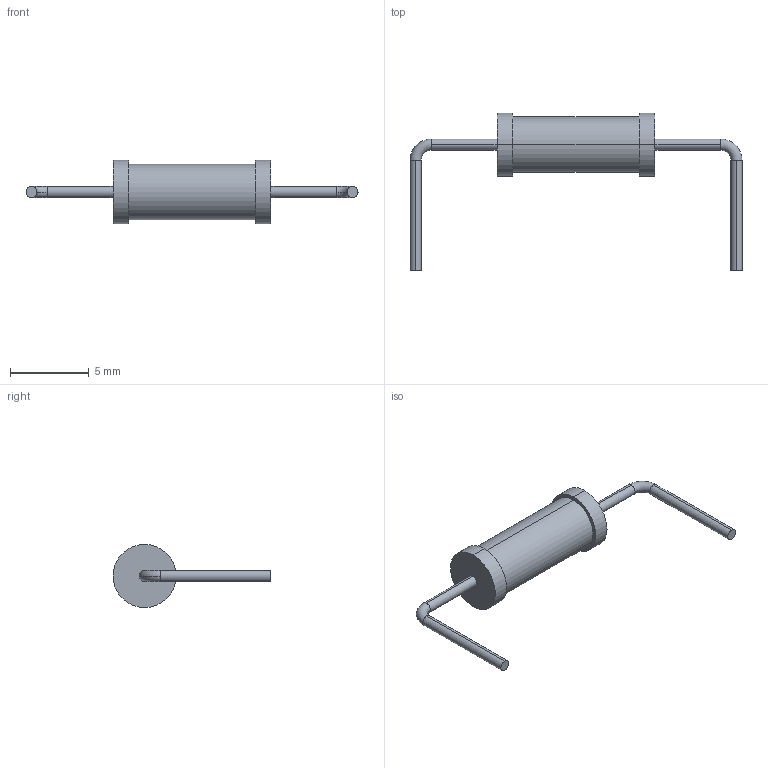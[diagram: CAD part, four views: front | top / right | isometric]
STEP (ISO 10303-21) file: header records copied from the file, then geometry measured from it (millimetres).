
FILE_DESCRIPTION (( 'STEP AP214' ), '1' );
FILE_NAME ('VR37.STEP', '2014-09-12T10:52:45', ( 'punk' ), ( '' ), 'SwSTEP 2.0', 'SolidWorks 2014', '' );
FILE_SCHEMA (( 'AUTOMOTIVE_DESIGN' ));
Length unit declared in the file: millimetre
Products named in the file (1): VR37
Bounding box: 21.02 x 10 x 4 mm (x, y, z)
Volume: 111.9 mm3; surface area: 200.1 mm2
Topology: 1 solids, 1 shells, 24 faces, 54 edges, 36 vertices
Faces by surface type: cylinder 14, plane 6, torus 4
Entity records: 842 total; most frequent: DIRECTION 144, CARTESIAN_POINT 115, ORIENTED_EDGE 108, AXIS2_PLACEMENT_3D 65, EDGE_CURVE 54, CIRCLE 40, VERTEX_POINT 36, EDGE_LOOP 28
